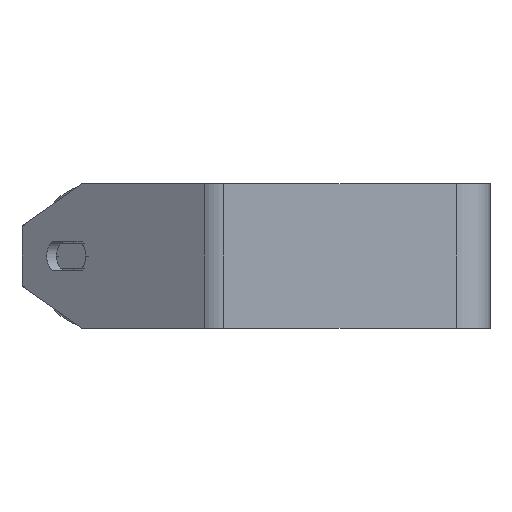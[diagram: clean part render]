
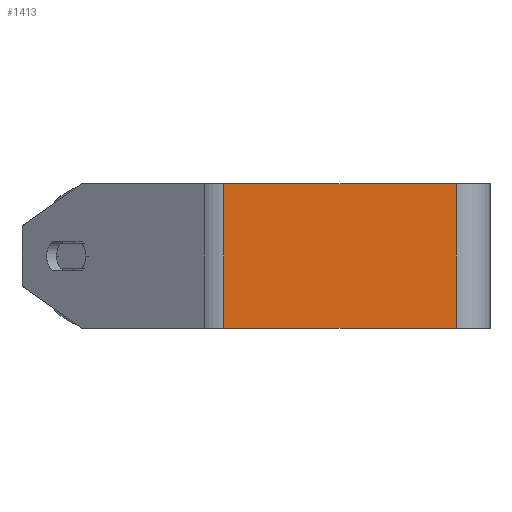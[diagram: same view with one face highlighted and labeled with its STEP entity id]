
A CAD part, left-side view. The second image highlights one B-rep face of the part: STEP entity #1413.
In plain terms, the highlighted planar face has unit normal (-1, 0, 0).
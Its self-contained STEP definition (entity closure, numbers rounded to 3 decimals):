
#175 = PLANE ( 'NONE',  #4628 ) ;
#308 = EDGE_CURVE ( 'NONE', #837, #3072, #1132, .T. ) ;
#536 = VECTOR ( 'NONE', #8402, 1000. ) ;
#837 = VERTEX_POINT ( 'NONE', #1403 ) ;
#917 = CARTESIAN_POINT ( 'NONE',  ( -285., 110.859, 30. ) ) ;
#1132 = LINE ( 'NONE', #8448, #8182 ) ;
#1176 = ORIENTED_EDGE ( 'NONE', *, *, #4890, .T. ) ;
#1204 = CARTESIAN_POINT ( 'NONE',  ( -285., 115.273, -30. ) ) ;
#1403 = CARTESIAN_POINT ( 'NONE',  ( -285., 110.859, 30. ) ) ;
#1413 = ADVANCED_FACE ( 'NONE', ( #8050 ), #175, .F. ) ;
#1602 = LINE ( 'NONE', #917, #6842 ) ;
#1656 = DIRECTION ( 'NONE',  ( 0., 0., -1. ) ) ;
#1703 = EDGE_CURVE ( 'NONE', #3072, #3901, #2532, .T. ) ;
#1729 = ORIENTED_EDGE ( 'NONE', *, *, #308, .F. ) ;
#1903 = DIRECTION ( 'NONE',  ( 0., -1., 0. ) ) ;
#1942 = LINE ( 'NONE', #1204, #536 ) ;
#2228 = CARTESIAN_POINT ( 'NONE',  ( -285., 115.273, 30. ) ) ;
#2297 = CARTESIAN_POINT ( 'NONE',  ( -285., 110.859, -30. ) ) ;
#2532 = LINE ( 'NONE', #5147, #2576 ) ;
#2576 = VECTOR ( 'NONE', #6509, 1000. ) ;
#3072 = VERTEX_POINT ( 'NONE', #4303 ) ;
#3519 = DIRECTION ( 'NONE',  ( 0., 0., -1. ) ) ;
#3671 = ORIENTED_EDGE ( 'NONE', *, *, #4506, .T. ) ;
#3901 = VERTEX_POINT ( 'NONE', #4965 ) ;
#3920 = VERTEX_POINT ( 'NONE', #2297 ) ;
#3981 = EDGE_LOOP ( 'NONE', ( #3671, #5719, #1729, #1176 ) ) ;
#4303 = CARTESIAN_POINT ( 'NONE',  ( -285., 14., 30. ) ) ;
#4506 = EDGE_CURVE ( 'NONE', #3920, #3901, #1942, .T. ) ;
#4628 = AXIS2_PLACEMENT_3D ( 'NONE', #2228, #7285, #3519 ) ;
#4890 = EDGE_CURVE ( 'NONE', #837, #3920, #1602, .T. ) ;
#4965 = CARTESIAN_POINT ( 'NONE',  ( -285., 14., -30. ) ) ;
#5147 = CARTESIAN_POINT ( 'NONE',  ( -285., 14., 30. ) ) ;
#5719 = ORIENTED_EDGE ( 'NONE', *, *, #1703, .F. ) ;
#6509 = DIRECTION ( 'NONE',  ( 0., 0., -1. ) ) ;
#6842 = VECTOR ( 'NONE', #1656, 1000. ) ;
#7285 = DIRECTION ( 'NONE',  ( 1., 0., 0. ) ) ;
#8050 = FACE_OUTER_BOUND ( 'NONE', #3981, .T. ) ;
#8182 = VECTOR ( 'NONE', #1903, 1000. ) ;
#8402 = DIRECTION ( 'NONE',  ( 0., -1., 0. ) ) ;
#8448 = CARTESIAN_POINT ( 'NONE',  ( -285., 115.273, 30. ) ) ;
